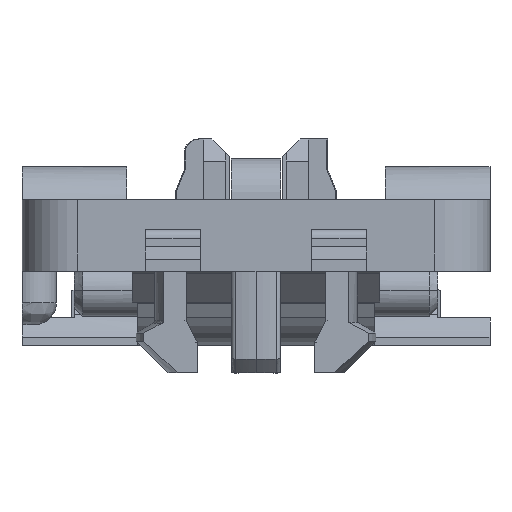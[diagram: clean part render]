
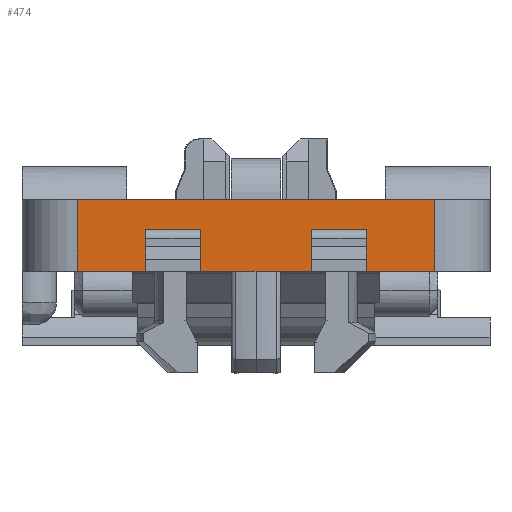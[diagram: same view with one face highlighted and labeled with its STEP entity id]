
A CAD part, front view. The second image highlights one B-rep face of the part: STEP entity #474.
In plain terms, the highlighted planar face has unit normal (0, -1, 0).
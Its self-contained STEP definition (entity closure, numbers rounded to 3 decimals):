
#474=ADVANCED_FACE('',(#1207),#1208,.T.);
#1207=FACE_OUTER_BOUND('',#2194,.T.);
#1208=PLANE('',#2195);
#2194=EDGE_LOOP('',(#5032,#5033,#5034,#5035,#5036,#5037,#5038,#5039,#5040,#5041,#5042,#5043));
#2195=AXIS2_PLACEMENT_3D('',#5044,#5045,#5046);
#5032=ORIENTED_EDGE('',*,*,#7813,.T.);
#5033=ORIENTED_EDGE('',*,*,#7931,.T.);
#5034=ORIENTED_EDGE('',*,*,#7932,.F.);
#5035=ORIENTED_EDGE('',*,*,#7933,.F.);
#5036=ORIENTED_EDGE('',*,*,#7807,.T.);
#5037=ORIENTED_EDGE('',*,*,#7927,.T.);
#5038=ORIENTED_EDGE('',*,*,#7934,.F.);
#5039=ORIENTED_EDGE('',*,*,#7935,.F.);
#5040=ORIENTED_EDGE('',*,*,#7824,.T.);
#5041=ORIENTED_EDGE('',*,*,#7936,.F.);
#5042=ORIENTED_EDGE('',*,*,#7937,.F.);
#5043=ORIENTED_EDGE('',*,*,#7938,.T.);
#5044=CARTESIAN_POINT('',(0.0,0.0,3.7));
#5045=DIRECTION('',(0.0,-1.0,0.0));
#5046=DIRECTION('',(0.0,0.0,1.0));
#7807=EDGE_CURVE('',#9356,#9354,#9357,.T.);
#7813=EDGE_CURVE('',#9366,#9364,#9367,.T.);
#7824=EDGE_CURVE('',#9386,#9384,#9387,.T.);
#7927=EDGE_CURVE('',#9354,#9555,#9557,.T.);
#7931=EDGE_CURVE('',#9364,#9561,#9562,.T.);
#7932=EDGE_CURVE('',#9563,#9561,#9564,.T.);
#7933=EDGE_CURVE('',#9356,#9563,#9565,.T.);
#7934=EDGE_CURVE('',#9566,#9555,#9567,.T.);
#7935=EDGE_CURVE('',#9386,#9566,#9568,.T.);
#7936=EDGE_CURVE('',#9569,#9384,#9570,.T.);
#7937=EDGE_CURVE('',#9571,#9569,#9572,.T.);
#7938=EDGE_CURVE('',#9571,#9366,#9573,.T.);
#9354=VERTEX_POINT('',#11608);
#9356=VERTEX_POINT('',#11611);
#9357=LINE('',#11612,#11613);
#9364=VERTEX_POINT('',#11622);
#9366=VERTEX_POINT('',#11625);
#9367=LINE('',#11626,#11627);
#9384=VERTEX_POINT('',#11651);
#9386=VERTEX_POINT('',#11653);
#9387=LINE('',#11654,#11655);
#9555=VERTEX_POINT('',#11895);
#9557=LINE('',#11898,#11899);
#9561=VERTEX_POINT('',#11904);
#9562=LINE('',#11905,#11906);
#9563=VERTEX_POINT('',#11907);
#9564=LINE('',#11908,#11909);
#9565=LINE('',#11910,#11911);
#9566=VERTEX_POINT('',#11912);
#9567=LINE('',#11913,#11914);
#9568=LINE('',#11915,#11916);
#9569=VERTEX_POINT('',#11917);
#9570=LINE('',#11918,#11919);
#9571=VERTEX_POINT('',#11920);
#9572=LINE('',#11921,#11922);
#9573=LINE('',#11923,#11924);
#11608=CARTESIAN_POINT('',(10.5,0.0,3.7));
#11611=CARTESIAN_POINT('',(6.5,0.0,3.7));
#11612=CARTESIAN_POINT('',(6.5,0.0,3.7));
#11613=VECTOR('',#14287,1.0);
#11622=CARTESIAN_POINT('',(4.5,0.0,3.7));
#11625=CARTESIAN_POINT('',(2.0,0.0,3.7));
#11626=CARTESIAN_POINT('',(2.0,0.0,3.7));
#11627=VECTOR('',#14297,1.0);
#11651=CARTESIAN_POINT('',(15.0,0.0,3.7));
#11653=CARTESIAN_POINT('',(12.5,0.0,3.7));
#11654=CARTESIAN_POINT('',(12.5,0.0,3.7));
#11655=VECTOR('',#14314,1.0);
#11895=CARTESIAN_POINT('',(10.5,0.0,5.2));
#11898=CARTESIAN_POINT('',(10.5,0.0,3.7));
#11899=VECTOR('',#14463,1.0);
#11904=CARTESIAN_POINT('',(4.5,0.0,5.2));
#11905=CARTESIAN_POINT('',(4.5,0.0,3.7));
#11906=VECTOR('',#14465,1.0);
#11907=CARTESIAN_POINT('',(6.5,0.0,5.2));
#11908=CARTESIAN_POINT('',(6.5,0.0,5.2));
#11909=VECTOR('',#14466,1.0);
#11910=CARTESIAN_POINT('',(6.5,0.0,3.7));
#11911=VECTOR('',#14467,1.0);
#11912=CARTESIAN_POINT('',(12.5,0.0,5.2));
#11913=CARTESIAN_POINT('',(12.5,0.0,5.2));
#11914=VECTOR('',#14468,1.0);
#11915=CARTESIAN_POINT('',(12.5,0.0,3.7));
#11916=VECTOR('',#14469,1.0);
#11917=CARTESIAN_POINT('',(15.0,0.0,6.3));
#11918=CARTESIAN_POINT('',(15.0,0.0,6.3));
#11919=VECTOR('',#14470,1.0);
#11920=CARTESIAN_POINT('',(2.0,0.0,6.3));
#11921=CARTESIAN_POINT('',(2.0,0.0,6.3));
#11922=VECTOR('',#14471,1.0);
#11923=CARTESIAN_POINT('',(2.0,0.0,6.3));
#11924=VECTOR('',#14472,1.0);
#14287=DIRECTION('',(1.0,0.0,0.0));
#14297=DIRECTION('',(1.0,0.0,0.0));
#14314=DIRECTION('',(1.0,0.0,0.0));
#14463=DIRECTION('',(0.0,0.0,1.0));
#14465=DIRECTION('',(0.0,0.0,1.0));
#14466=DIRECTION('',(-1.0,0.0,0.0));
#14467=DIRECTION('',(0.0,0.0,1.0));
#14468=DIRECTION('',(-1.0,0.0,0.0));
#14469=DIRECTION('',(0.0,0.0,1.0));
#14470=DIRECTION('',(0.0,0.0,-1.0));
#14471=DIRECTION('',(1.0,0.0,0.0));
#14472=DIRECTION('',(0.0,0.0,-1.0));
